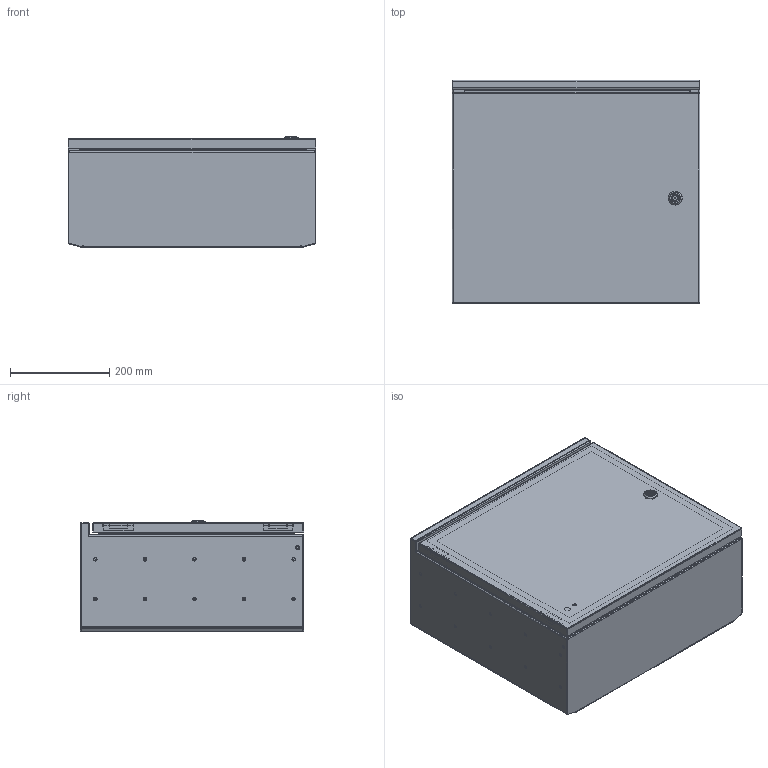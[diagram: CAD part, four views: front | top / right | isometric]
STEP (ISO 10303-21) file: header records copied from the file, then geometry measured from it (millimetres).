
FILE_DESCRIPTION (( 'STEP AP214' ), '1' );
FILE_NAME ('56200106.STEP', '2017-10-25T12:10:23', ( 'Macha' ), ( 'Hewlett-Packard Company' ), 'SwSTEP 2.0', 'SolidWorks 2015', '' );
FILE_SCHEMA (( 'AUTOMOTIVE_DESIGN' ));
Length unit declared in the file: millimetre
Products named in the file (30): 42090; 82204; 42066; 42066_Mutter; 56299; 42066_Geh; 83160; 82410_470x407; 93171; 93379; 82156; 42174; 42045_Stift_umgedreht; 56296; 42045; 92081; 420454; 40000029266; 420453; 42176; 420452; 42015; 56056; 42136; 56200106; 42067; 42067_Betaetigung; 42067_O-Ring; 42067_Federsch
Assembly tree (59 placements, depth 5):
  56200106
    56296
      42015
      42176
      40000029266  x20
      92081
    56299
      42174
      93379
      82410_470x407
      56056
        42066
          42066_Geh
          42066_Mutter
        82204
        42090
        42067
          42067_Federsch
          42067_O-Ring
          42067_Betaetigung
          42067
        42136
      42045
        420452
        420453
        420454
      42045_Stift_umgedreht
        420452
        420453
        420454
      82156  x4
      93171  x4
      83160  x2
      92081
Bounding box: 500 x 450 x 224.68 mm (x, y, z)
Volume: 1647880.2 mm3; surface area: 2046172.7 mm2
Topology: 52 solids, 52 shells, 1293 faces, 3076 edges, 1918 vertices
Faces by surface type: plane 574, cylinder 540, cone 81, torus 52, bspline 26, sphere 20
Entity records: 27724 total; most frequent: CARTESIAN_POINT 5669, DIRECTION 4452, ORIENTED_EDGE 4132, EDGE_CURVE 2066, AXIS2_PLACEMENT_3D 1642, VERTEX_POINT 1279, LINE 1168, VECTOR 1168
